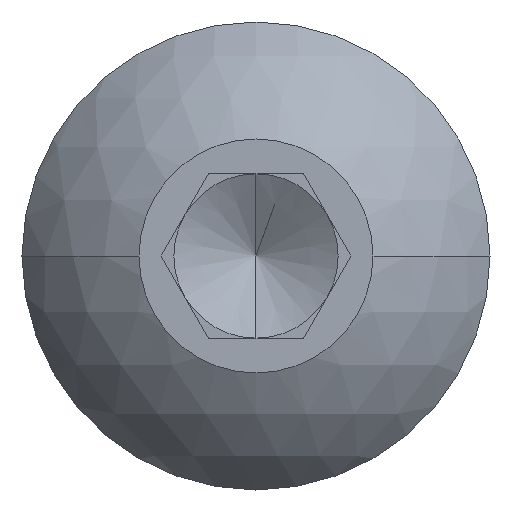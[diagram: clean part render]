
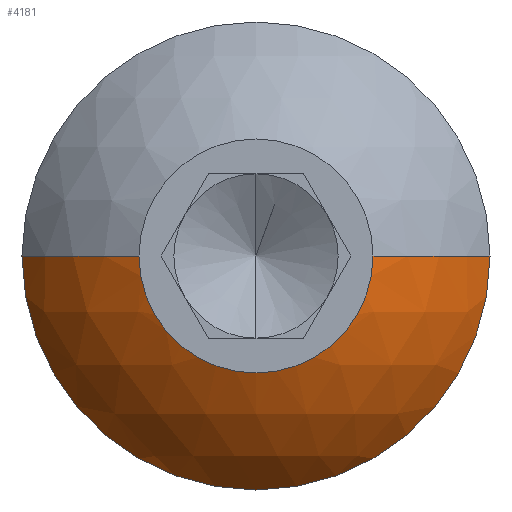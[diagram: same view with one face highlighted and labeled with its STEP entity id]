
A CAD part, left-side view. The second image highlights one B-rep face of the part: STEP entity #4181.
In plain terms, the highlighted spherical face has radius 3.351 mm.
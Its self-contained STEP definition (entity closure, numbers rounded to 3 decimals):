
#74 = AXIS2_PLACEMENT_3D ( 'NONE', #983, #3259, #656 ) ;
#117 = DIRECTION ( 'NONE',  ( -1., 0., 0. ) ) ;
#138 = EDGE_LOOP ( 'NONE', ( #4314, #2967, #615, #2732, #205 ) ) ;
#178 = EDGE_CURVE ( 'NONE', #3690, #1205, #704, .T. ) ;
#205 = ORIENTED_EDGE ( 'NONE', *, *, #178, .F. ) ;
#276 = DIRECTION ( 'NONE',  ( 0., 0., 1. ) ) ;
#464 = AXIS2_PLACEMENT_3D ( 'NONE', #1340, #3732, #276 ) ;
#615 = ORIENTED_EDGE ( 'NONE', *, *, #3746, .T. ) ;
#628 = DIRECTION ( 'NONE',  ( -1., 0., 0. ) ) ;
#654 = DIRECTION ( 'NONE',  ( 0., 0., 1. ) ) ;
#656 = DIRECTION ( 'NONE',  ( 0., 1., 0. ) ) ;
#704 = CIRCLE ( 'NONE', #2637, 3.351 ) ;
#709 = AXIS2_PLACEMENT_3D ( 'NONE', #3173, #117, #4245 ) ;
#983 = CARTESIAN_POINT ( 'NONE',  ( 3.033, 0., 0. ) ) ;
#988 = VERTEX_POINT ( 'NONE', #2010 ) ;
#1056 = FACE_OUTER_BOUND ( 'NONE', #138, .T. ) ;
#1061 = DIRECTION ( 'NONE',  ( 0., 0., -1. ) ) ;
#1104 = DIRECTION ( 'NONE',  ( 0., 0., 1. ) ) ;
#1170 = VERTEX_POINT ( 'NONE', #4615 ) ;
#1190 = CIRCLE ( 'NONE', #2481, 3.351 ) ;
#1205 = VERTEX_POINT ( 'NONE', #1870 ) ;
#1340 = CARTESIAN_POINT ( 'NONE',  ( 0., 0., 0. ) ) ;
#1371 = CARTESIAN_POINT ( 'NONE',  ( 1.27, 2.85, 0. ) ) ;
#1373 = VERTEX_POINT ( 'NONE', #2424 ) ;
#1416 = DIRECTION ( 'NONE',  ( 0., 1., 0. ) ) ;
#1434 = DIRECTION ( 'NONE',  ( 1., 0., 0. ) ) ;
#1870 = CARTESIAN_POINT ( 'NONE',  ( 0., 1.425, 0. ) ) ;
#2010 = CARTESIAN_POINT ( 'NONE',  ( 1.27, 0., -2.85 ) ) ;
#2239 = EDGE_CURVE ( 'NONE', #3690, #988, #4403, .T. ) ;
#2424 = CARTESIAN_POINT ( 'NONE',  ( 0., -1.425, 0. ) ) ;
#2481 = AXIS2_PLACEMENT_3D ( 'NONE', #2989, #1061, #1416 ) ;
#2637 = AXIS2_PLACEMENT_3D ( 'NONE', #4784, #654, #1434 ) ;
#2644 = CIRCLE ( 'NONE', #464, 1.425 ) ;
#2732 = ORIENTED_EDGE ( 'NONE', *, *, #3656, .F. ) ;
#2967 = ORIENTED_EDGE ( 'NONE', *, *, #4240, .T. ) ;
#2989 = CARTESIAN_POINT ( 'NONE',  ( 3.033, 0., 0. ) ) ;
#3173 = CARTESIAN_POINT ( 'NONE',  ( 1.27, 0., 0. ) ) ;
#3259 = DIRECTION ( 'NONE',  ( 0., 0., -1. ) ) ;
#3309 = CARTESIAN_POINT ( 'NONE',  ( 1.27, 0., 0. ) ) ;
#3656 = EDGE_CURVE ( 'NONE', #1205, #1373, #2644, .T. ) ;
#3690 = VERTEX_POINT ( 'NONE', #1371 ) ;
#3732 = DIRECTION ( 'NONE',  ( -1., 0., 0. ) ) ;
#3746 = EDGE_CURVE ( 'NONE', #1170, #1373, #1190, .T. ) ;
#4177 = AXIS2_PLACEMENT_3D ( 'NONE', #3309, #628, #1104 ) ;
#4181 = ADVANCED_FACE ( 'NONE', ( #1056 ), #4457, .T. ) ;
#4240 = EDGE_CURVE ( 'NONE', #988, #1170, #4662, .T. ) ;
#4245 = DIRECTION ( 'NONE',  ( 0., 0., 1. ) ) ;
#4314 = ORIENTED_EDGE ( 'NONE', *, *, #2239, .T. ) ;
#4403 = CIRCLE ( 'NONE', #709, 2.85 ) ;
#4457 = SPHERICAL_SURFACE ( 'NONE', #74, 3.351 ) ;
#4615 = CARTESIAN_POINT ( 'NONE',  ( 1.27, -2.85, 0. ) ) ;
#4662 = CIRCLE ( 'NONE', #4177, 2.85 ) ;
#4784 = CARTESIAN_POINT ( 'NONE',  ( 3.033, 0., 0. ) ) ;
